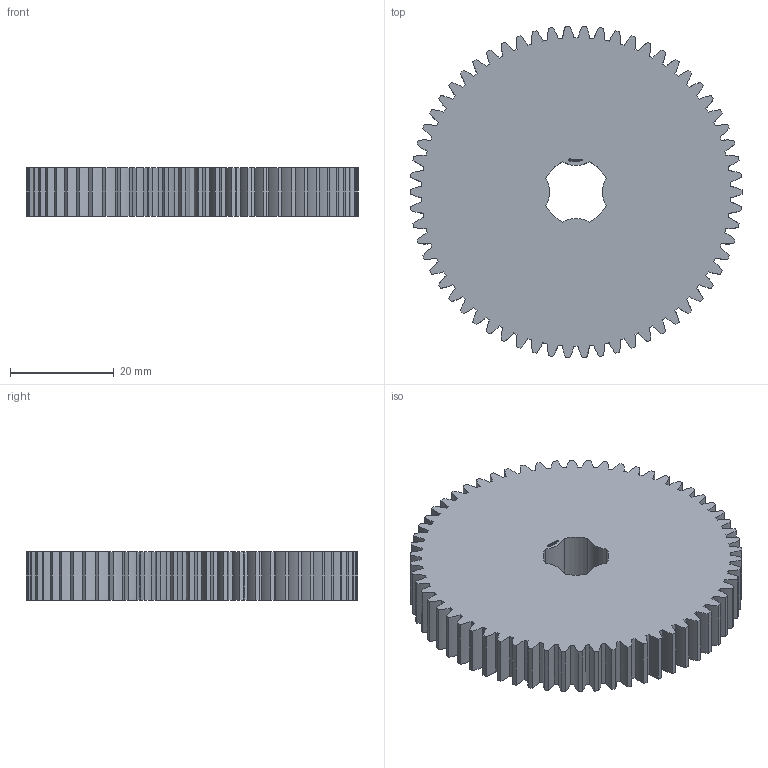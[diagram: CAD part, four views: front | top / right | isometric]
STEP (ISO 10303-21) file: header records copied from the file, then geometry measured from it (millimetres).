
FILE_DESCRIPTION(('FreeCAD Model'),'2;1');
FILE_NAME('Open CASCADE Shape Model','2024-03-10T20:02:08',(''),(''), 'Open CASCADE STEP processor 7.6','FreeCAD','Unknown');
FILE_SCHEMA(('AUTOMOTIVE_DESIGN { 1 0 10303 214 1 1 1 1 }'));
Products named in the file (1): Gear Wheel PLN TTH62 BU00.75 SFT-SHD - SPN-GWH-0227 (stemfie.org)
Bounding box: 64 x 63.95 x 9.38 mm (x, y, z)
Volume: 27137.8 mm3; surface area: 9859.6 mm2
Topology: 1 solids, 1 shells, 700 faces, 2007 edges, 1338 vertices
Faces by surface type: extrusion 372, plane 320, cylinder 8
Entity records: 65341 total; most frequent: CARTESIAN_POINT 22950, DIRECTION 5579, VECTOR 4873, LINE 4501, ORIENTED_EDGE 4014, PCURVE 4014, DEFINITIONAL_REPRESENTATION 4014, EDGE_CURVE 2007
